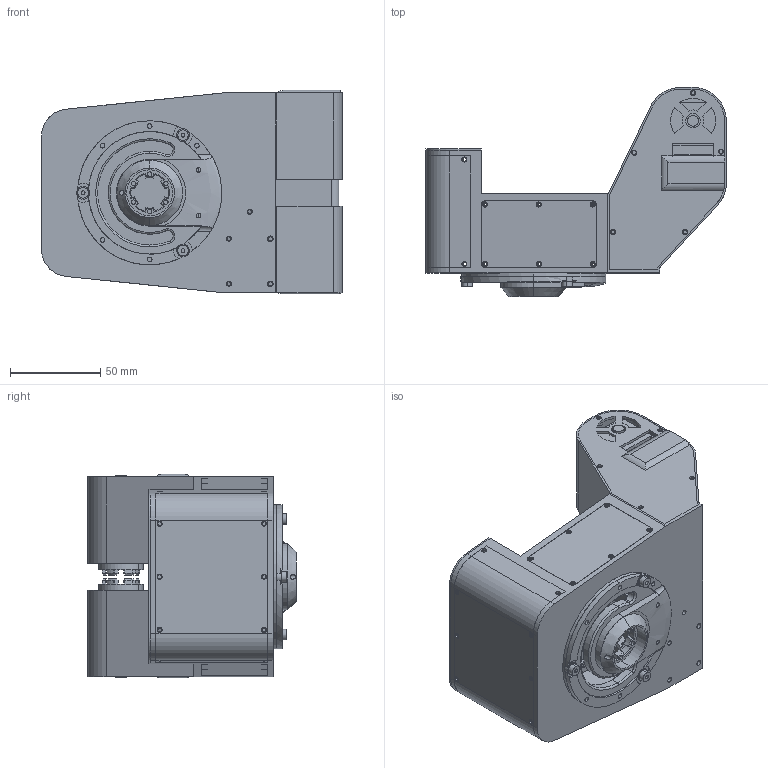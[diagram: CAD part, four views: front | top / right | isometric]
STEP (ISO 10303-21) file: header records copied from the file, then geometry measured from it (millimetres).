
FILE_DESCRIPTION (( 'STEP AP214' ), '1' );
FILE_NAME ('1AXIS_JOINT.STEP', '2024-11-13T07:20:57', ( '' ), ( '' ), 'SwSTEP 2.0', 'SolidWorks 2024', '' );
FILE_SCHEMA (( 'AUTOMOTIVE_DESIGN' ));
Length unit declared in the file: millimetre
Products named in the file (13): 2024.10.25_모터고정대_1AXIS_베어링 홀더_ver10.0; 2024.10.21_모터고정대_1AXIS ADD_ver10.0; 2024.10.25_모터고정대_1AXIS COVER_UP2_ver10.0; 2024.09.23_STS3215_ver8; 2024.09.23_베어링_6705_ver8.0; 2024.10.21_모터고정대_1AXIS_ver10.0; 2024.10.25_모터고정대_1AXIS COVER_RL_ver10.0; 1AXIS_JOINT; 2024.10.25_모터고정대_1AXIS COVER_MOTOR2_ver10.0; 2024.10.26_AXIS_베어링홀더_ver10.0; 2024.10.25_모터고정대_1AXIS COVER_UP1_ver10.0; 2024.10.25_모터고정대_1AXIS COVER_MOTOR1_ver10.0; 2024.10.25_모터고정대_1AXIS COVER_BACK_ver10.0
Assembly tree (16 placements, depth 2):
  1AXIS_JOINT
    2024.10.21_모터고정대_1AXIS_ver10.0
    2024.09.23_STS3215_ver8  x2
    2024.10.21_모터고정대_1AXIS ADD_ver10.0
    2024.10.25_모터고정대_1AXIS COVER_RL_ver10.0  x2
    2024.10.25_모터고정대_1AXIS COVER_UP1_ver10.0
    2024.10.25_모터고정대_1AXIS COVER_UP2_ver10.0
    2024.10.25_모터고정대_1AXIS COVER_BACK_ver10.0
    2024.10.25_모터고정대_1AXIS COVER_MOTOR2_ver10.0
    2024.10.25_모터고정대_1AXIS COVER_MOTOR1_ver10.0
    2024.09.23_베어링_6705_ver8.0  x2
    2024.10.25_모터고정대_1AXIS_베어링 홀더_ver10.0
    2024.10.26_AXIS_베어링홀더_ver10.0  x2
Bounding box: 167 x 116 x 113.1 mm (x, y, z)
Volume: 284450 mm3; surface area: 218939.1 mm2
Topology: 66 solids, 66 shells, 1878 faces, 5195 edges, 3404 vertices
Faces by surface type: cylinder 949, plane 688, sphere 96, cone 76, torus 52, bspline 17
Entity records: 52892 total; most frequent: CARTESIAN_POINT 10194, DIRECTION 9157, ORIENTED_EDGE 8586, EDGE_CURVE 4293, AXIS2_PLACEMENT_3D 3431, VERTEX_POINT 2824, VECTOR 2295, LINE 2295
